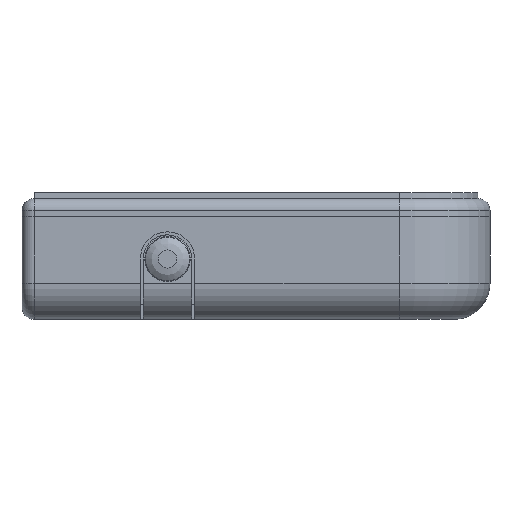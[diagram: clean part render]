
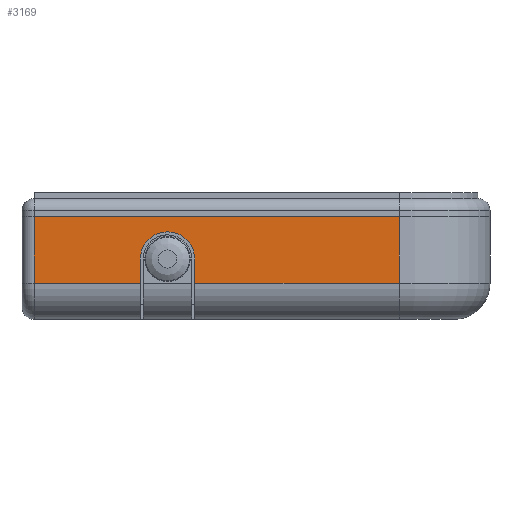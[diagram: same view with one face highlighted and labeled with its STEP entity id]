
A CAD part, left-side view. The second image highlights one B-rep face of the part: STEP entity #3169.
In plain terms, the highlighted planar face has unit normal (-1, 0, 0).
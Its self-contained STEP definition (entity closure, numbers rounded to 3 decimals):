
#110=CIRCLE('',#3396,4.5);
#325=FACE_OUTER_BOUND('',#520,.T.);
#520=EDGE_LOOP('',(#2236,#2237,#2238,#2239,#2240,#2241,#2242,#2243));
#765=LINE('',#4858,#1068);
#768=LINE('',#4867,#1071);
#777=LINE('',#4888,#1080);
#778=LINE('',#4890,#1081);
#779=LINE('',#4892,#1082);
#780=LINE('',#4894,#1083);
#781=LINE('',#4895,#1084);
#1068=VECTOR('',#3832,10.);
#1071=VECTOR('',#3841,10.);
#1080=VECTOR('',#3864,10.);
#1081=VECTOR('',#3865,10.);
#1082=VECTOR('',#3866,10.);
#1083=VECTOR('',#3867,10.);
#1084=VECTOR('',#3868,10.);
#1380=VERTEX_POINT('',#4845);
#1381=VERTEX_POINT('',#4847);
#1383=VERTEX_POINT('',#4852);
#1386=VERTEX_POINT('',#4864);
#1392=VERTEX_POINT('',#4887);
#1393=VERTEX_POINT('',#4889);
#1394=VERTEX_POINT('',#4891);
#1395=VERTEX_POINT('',#4893);
#1695=EDGE_CURVE('',#1381,#1380,#110,.T.);
#1701=EDGE_CURVE('',#1383,#1381,#765,.T.);
#1705=EDGE_CURVE('',#1380,#1386,#768,.T.);
#1716=EDGE_CURVE('',#1392,#1386,#777,.T.);
#1717=EDGE_CURVE('',#1393,#1392,#778,.T.);
#1718=EDGE_CURVE('',#1393,#1394,#779,.T.);
#1719=EDGE_CURVE('',#1395,#1394,#780,.T.);
#1720=EDGE_CURVE('',#1383,#1395,#781,.T.);
#2236=ORIENTED_EDGE('',*,*,#1701,.T.);
#2237=ORIENTED_EDGE('',*,*,#1695,.T.);
#2238=ORIENTED_EDGE('',*,*,#1705,.T.);
#2239=ORIENTED_EDGE('',*,*,#1716,.F.);
#2240=ORIENTED_EDGE('',*,*,#1717,.F.);
#2241=ORIENTED_EDGE('',*,*,#1718,.T.);
#2242=ORIENTED_EDGE('',*,*,#1719,.F.);
#2243=ORIENTED_EDGE('',*,*,#1720,.F.);
#3052=PLANE('',#3408);
#3169=ADVANCED_FACE('',(#325),#3052,.T.);
#3396=AXIS2_PLACEMENT_3D('',#4848,#3822,#3823);
#3408=AXIS2_PLACEMENT_3D('',#4886,#3862,#3863);
#3822=DIRECTION('center_axis',(1.,0.,0.));
#3823=DIRECTION('ref_axis',(0.,1.,0.));
#3832=DIRECTION('',(0.,0.,1.));
#3841=DIRECTION('',(0.,0.,-1.));
#3862=DIRECTION('center_axis',(-1.,0.,0.));
#3863=DIRECTION('ref_axis',(0.,-1.,0.));
#3864=DIRECTION('',(0.,1.,0.));
#3865=DIRECTION('',(0.,0.,-1.));
#3866=DIRECTION('',(0.,1.,0.));
#3867=DIRECTION('',(0.,0.,1.));
#3868=DIRECTION('',(0.,1.,0.));
#4845=CARTESIAN_POINT('',(-27.779,8.285,-0.4));
#4847=CARTESIAN_POINT('',(-27.779,17.285,-0.4));
#4848=CARTESIAN_POINT('Origin',(-27.779,12.785,-0.4));
#4852=CARTESIAN_POINT('',(-27.779,17.285,-4.4));
#4858=CARTESIAN_POINT('',(-27.779,17.285,-5.2));
#4864=CARTESIAN_POINT('',(-27.779,8.285,-4.4));
#4867=CARTESIAN_POINT('',(-27.779,8.285,-0.2));
#4886=CARTESIAN_POINT('Origin',(-27.779,36.88,0.));
#4887=CARTESIAN_POINT('',(-27.779,-25.62,-4.4));
#4888=CARTESIAN_POINT('',(-27.779,17.505,-4.4));
#4889=CARTESIAN_POINT('',(-27.779,-25.62,6.6));
#4890=CARTESIAN_POINT('',(-27.779,-25.62,0.));
#4891=CARTESIAN_POINT('',(-27.779,34.88,6.6));
#4892=CARTESIAN_POINT('',(-27.779,17.505,6.6));
#4893=CARTESIAN_POINT('',(-27.779,34.88,-4.4));
#4894=CARTESIAN_POINT('',(-27.779,34.88,0.));
#4895=CARTESIAN_POINT('',(-27.779,17.505,-4.4));
